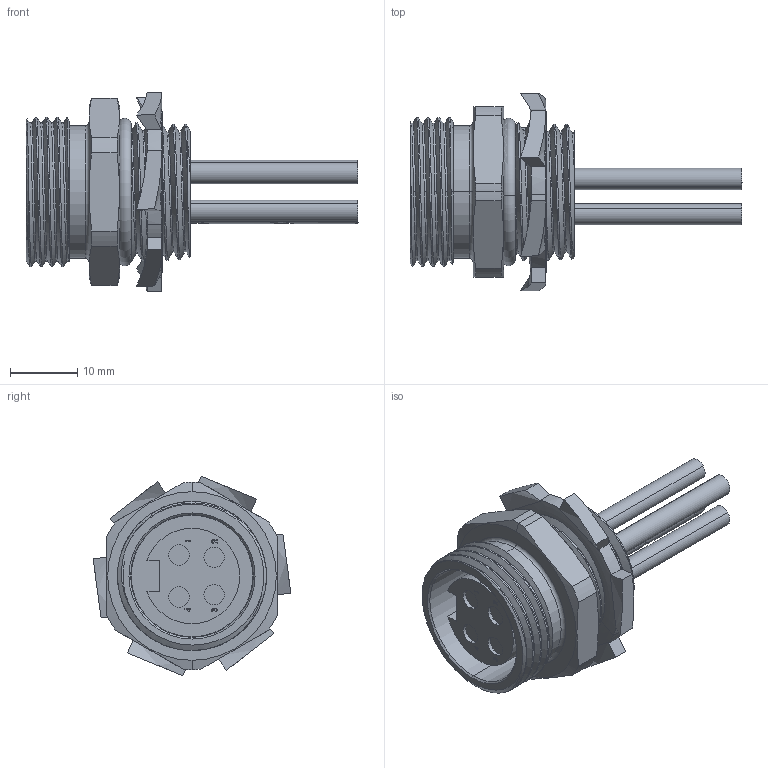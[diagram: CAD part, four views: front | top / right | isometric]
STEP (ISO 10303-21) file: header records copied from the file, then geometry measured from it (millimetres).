
FILE_DESCRIPTION (( 'STEP AP214' ), '1' );
FILE_NAME ('MIN-4FR-ZZ.STEP', '2015-08-10T12:24:49', ( 'IT' ), ( '' ), 'SwSTEP 2.0', 'SolidWorks 2015', '' );
FILE_SCHEMA (( 'AUTOMOTIVE_DESIGN' ));
Length unit declared in the file: millimetre
Products named in the file (1): MIN-4FR-ZZ
Bounding box: 49.51 x 29.48 x 29.77 mm (x, y, z)
Volume: 9145.2 mm3; surface area: 6208.2 mm2
Topology: 1 solids, 1 shells, 229 faces, 597 edges, 387 vertices
Faces by surface type: plane 85, cylinder 69, bspline 46, cone 20, torus 9
Entity records: 17483 total; most frequent: CARTESIAN_POINT 9880, ORIENTED_EDGE 1194, DIRECTION 870, EDGE_CURVE 597, VERTEX_POINT 387, AXIS2_PLACEMENT_3D 320, EDGE_LOOP 250, VECTOR 230
